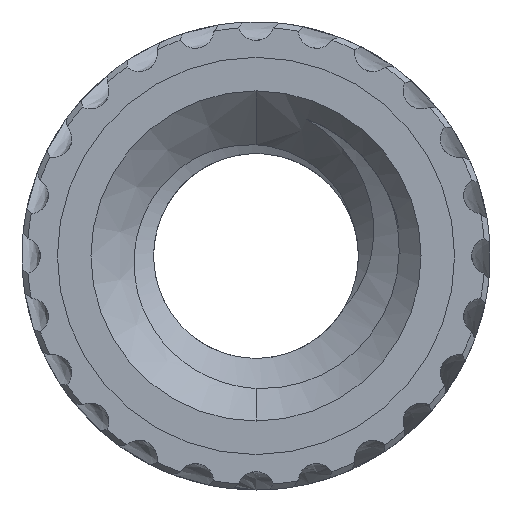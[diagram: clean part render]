
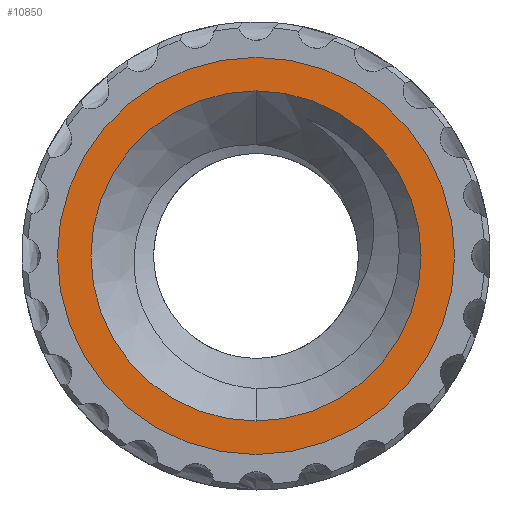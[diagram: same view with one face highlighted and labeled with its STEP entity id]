
A CAD part, front view. The second image highlights one B-rep face of the part: STEP entity #10850.
In plain terms, the highlighted planar face has unit normal (0, -1, 0).
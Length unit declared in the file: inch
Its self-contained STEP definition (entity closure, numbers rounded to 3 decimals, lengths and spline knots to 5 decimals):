
#154 = ORIENTED_EDGE ( 'NONE', *, *, #13952, .F. ) ;
#338 = CIRCLE ( 'NONE', #2179, 0.0925 ) ;
#459 = EDGE_CURVE ( 'NONE', #7422, #13057, #15685, .T. ) ;
#1001 = AXIS2_PLACEMENT_3D ( 'NONE', #9341, #1698, #10613 ) ;
#1182 = ORIENTED_EDGE ( 'NONE', *, *, #459, .T. ) ;
#1698 = DIRECTION ( 'NONE',  ( 0., -1., 0. ) ) ;
#1869 = DIRECTION ( 'NONE',  ( 0., -1., 0. ) ) ;
#1916 = VERTEX_POINT ( 'NONE', #10989 ) ;
#2179 = AXIS2_PLACEMENT_3D ( 'NONE', #9498, #1869, #10761 ) ;
#2545 = FACE_OUTER_BOUND ( 'NONE', #6796, .T. ) ;
#3973 = CARTESIAN_POINT ( 'NONE',  ( 0.0925, 0., 0. ) ) ;
#4031 = DIRECTION ( 'NONE',  ( 0., -1., 0. ) ) ;
#4210 = CARTESIAN_POINT ( 'NONE',  ( 0., 0., -0.0925 ) ) ;
#4546 = AXIS2_PLACEMENT_3D ( 'NONE', #7500, #16028, #8722 ) ;
#4887 = VERTEX_POINT ( 'NONE', #16142 ) ;
#6796 = EDGE_LOOP ( 'NONE', ( #12919, #1182 ) ) ;
#7004 = AXIS2_PLACEMENT_3D ( 'NONE', #11773, #8797, #8746 ) ;
#7283 = EDGE_LOOP ( 'NONE', ( #11417, #154 ) ) ;
#7422 = VERTEX_POINT ( 'NONE', #15260 ) ;
#7500 = CARTESIAN_POINT ( 'NONE',  ( 0., 0., 0. ) ) ;
#8722 = DIRECTION ( 'NONE',  ( 0., 0., -1. ) ) ;
#8746 = DIRECTION ( 'NONE',  ( 0., 0., -1. ) ) ;
#8797 = DIRECTION ( 'NONE',  ( 0., -1., 0. ) ) ;
#9292 = FACE_BOUND ( 'NONE', #7283, .T. ) ;
#9341 = CARTESIAN_POINT ( 'NONE',  ( 0., 0., 0. ) ) ;
#9498 = CARTESIAN_POINT ( 'NONE',  ( 0., 0., 0. ) ) ;
#9543 = EDGE_CURVE ( 'NONE', #1916, #4887, #11460, .T. ) ;
#10613 = DIRECTION ( 'NONE',  ( 0., 0., -1. ) ) ;
#10761 = DIRECTION ( 'NONE',  ( 0., 0., -1. ) ) ;
#10850 = ADVANCED_FACE ( 'NONE', ( #9292, #2545 ), #13917, .T. ) ;
#10989 = CARTESIAN_POINT ( 'NONE',  ( 0., 0., -0.07689 ) ) ;
#11417 = ORIENTED_EDGE ( 'NONE', *, *, #9543, .F. ) ;
#11460 = CIRCLE ( 'NONE', #4546, 0.07689 ) ;
#11773 = CARTESIAN_POINT ( 'NONE',  ( 0., 0., 0. ) ) ;
#12756 = DIRECTION ( 'NONE',  ( 0., 0., -1. ) ) ;
#12919 = ORIENTED_EDGE ( 'NONE', *, *, #16317, .T. ) ;
#13057 = VERTEX_POINT ( 'NONE', #4210 ) ;
#13608 = AXIS2_PLACEMENT_3D ( 'NONE', #3973, #4031, #12756 ) ;
#13699 = CIRCLE ( 'NONE', #1001, 0.07689 ) ;
#13917 = PLANE ( 'NONE',  #13608 ) ;
#13952 = EDGE_CURVE ( 'NONE', #4887, #1916, #13699, .T. ) ;
#15260 = CARTESIAN_POINT ( 'NONE',  ( 0., 0., 0.0925 ) ) ;
#15685 = CIRCLE ( 'NONE', #7004, 0.0925 ) ;
#16028 = DIRECTION ( 'NONE',  ( 0., -1., 0. ) ) ;
#16142 = CARTESIAN_POINT ( 'NONE',  ( 0., 0., 0.07689 ) ) ;
#16317 = EDGE_CURVE ( 'NONE', #13057, #7422, #338, .T. ) ;
